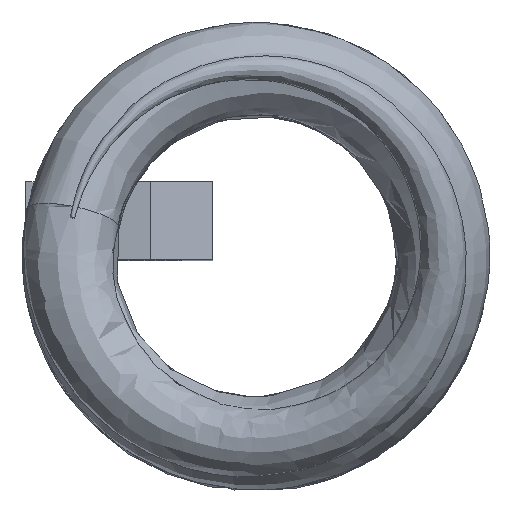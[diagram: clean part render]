
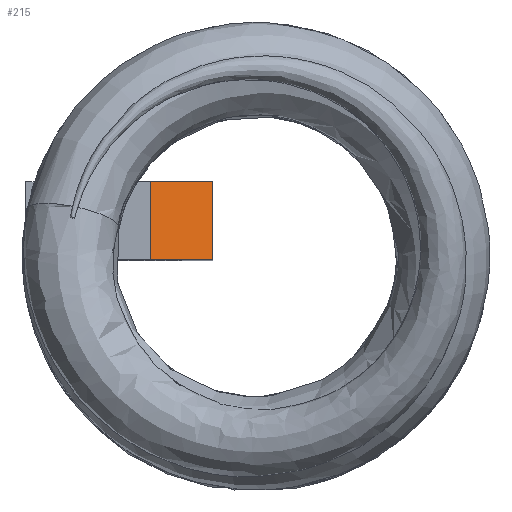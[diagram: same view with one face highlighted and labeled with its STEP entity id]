
A CAD part, top view. The second image highlights one B-rep face of the part: STEP entity #215.
In plain terms, the highlighted planar face has unit normal (0.447, 0, 0.894).
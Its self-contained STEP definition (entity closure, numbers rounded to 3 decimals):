
#215=ADVANCED_FACE('',(#4821),#4823,.T.);
#4821=FACE_BOUND('',#4822,.T.);
#4822=EDGE_LOOP('',(#5002,#5003,#5004,#5005));
#4823=PLANE('',#4824);
#4824=AXIS2_PLACEMENT_3D('',#4825,#4826,#4827);
#4825=CARTESIAN_POINT('',(3124.536,973.259,-8.5));
#4826=DIRECTION('',(0.447,0.,0.894));
#4827=DIRECTION('',(0.,1.,0.));
#5002=ORIENTED_EDGE('',*,*,#5067,.T.);
#5003=ORIENTED_EDGE('',*,*,#5075,.T.);
#5004=ORIENTED_EDGE('',*,*,#5076,.T.);
#5005=ORIENTED_EDGE('',*,*,#5058,.T.);
#5058=EDGE_CURVE('',#5130,#5128,#5131,.T.);
#5067=EDGE_CURVE('',#5128,#5145,#5147,.T.);
#5075=EDGE_CURVE('',#5145,#5159,#5160,.T.);
#5076=EDGE_CURVE('',#5159,#5130,#5161,.T.);
#5128=VERTEX_POINT('',#5408);
#5130=VERTEX_POINT('',#5412);
#5131=LINE('',#5413,#5414);
#5145=VERTEX_POINT('',#5443);
#5147=LINE('',#5447,#5448);
#5159=VERTEX_POINT('',#5477);
#5160=LINE('',#5478,#5479);
#5161=LINE('',#5481,#5482);
#5408=CARTESIAN_POINT('',(3123.536,972.009,-8.));
#5412=CARTESIAN_POINT('',(3123.536,974.509,-8.));
#5413=CARTESIAN_POINT('',(3123.536,974.509,-8.));
#5414=VECTOR('',#5415,1.);
#5415=DIRECTION('',(0.,-1.,0.));
#5443=CARTESIAN_POINT('',(3125.536,972.009,-9.));
#5447=CARTESIAN_POINT('',(3123.536,972.009,-8.));
#5448=VECTOR('',#5449,1.);
#5449=DIRECTION('',(0.894,0.,-0.447));
#5477=CARTESIAN_POINT('',(3125.536,974.509,-9.));
#5478=CARTESIAN_POINT('',(3125.536,972.009,-9.));
#5479=VECTOR('',#5480,1.);
#5480=DIRECTION('',(0.,1.,0.));
#5481=CARTESIAN_POINT('',(3125.536,974.509,-9.));
#5482=VECTOR('',#5483,1.);
#5483=DIRECTION('',(-0.894,0.,0.447));
